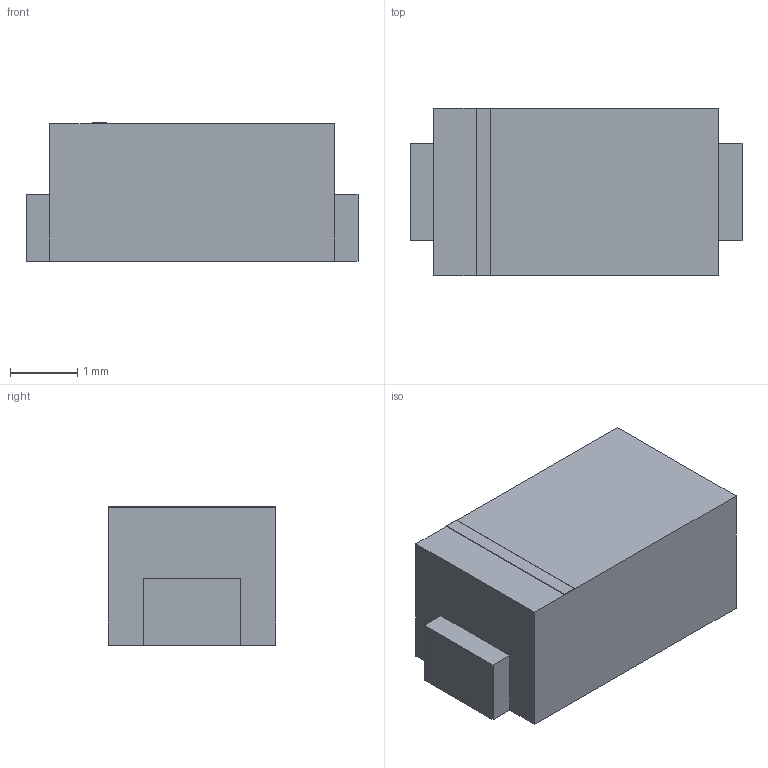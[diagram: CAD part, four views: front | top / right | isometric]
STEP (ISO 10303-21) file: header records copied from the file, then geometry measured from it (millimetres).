
FILE_DESCRIPTION(('FreeCAD Model'),'2;1');
FILE_NAME('Open CASCADE Shape Model','2023-12-08T10:56:49',(''),(''), 'Open CASCADE STEP processor 7.6','FreeCAD','Unknown');
FILE_SCHEMA(('AUTOMOTIVE_DESIGN { 1 0 10303 214 1 1 1 1 }'));
Length unit declared in the file: millimetre
Products named in the file (1): Pad002
Bounding box: 4.95 x 2.5 x 2.06 mm (x, y, z)
Volume: 22.8 mm3; surface area: 52.4 mm2
Topology: 1 solids, 1 shells, 22 faces, 52 edges, 32 vertices
Faces by surface type: plane 22
Entity records: 429 total; most frequent: ORIENTED_EDGE 82, EDGE_CURVE 52, LINE 48, CARTESIAN_POINT 38, VERTEX_POINT 32, ADVANCED_FACE 22, FACE_BOUND 22, EDGE_LOOP 22
